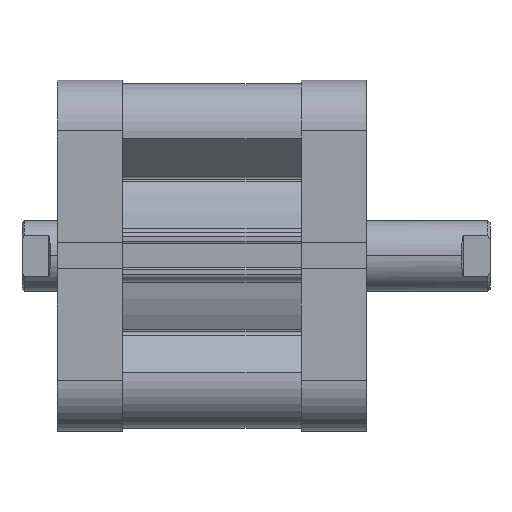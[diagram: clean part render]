
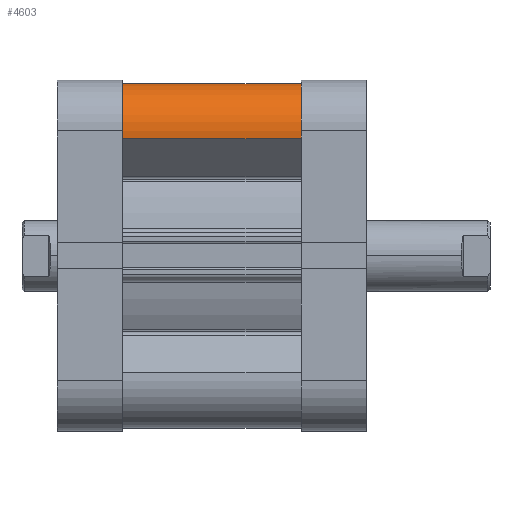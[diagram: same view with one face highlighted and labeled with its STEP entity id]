
A CAD part, top view. The second image highlights one B-rep face of the part: STEP entity #4603.
In plain terms, the highlighted cylindrical face has radius 10.75 mm (diameter 21.5 mm), a partial arc.
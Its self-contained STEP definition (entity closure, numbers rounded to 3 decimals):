
#184 = CIRCLE ( 'NONE', #693, 10.75 ) ;
#275 = CIRCLE ( 'NONE', #727, 10.75 ) ;
#693 = AXIS2_PLACEMENT_3D ( 'NONE', #4500, #4502, #4503 ) ;
#727 = AXIS2_PLACEMENT_3D ( 'NONE', #898, #905, #906 ) ;
#898 = CARTESIAN_POINT ( 'NONE',  ( 28.25, 28.25, 40.5 ) ) ;
#905 = DIRECTION ( 'NONE',  ( 0., 0., 1. ) ) ;
#906 = DIRECTION ( 'NONE',  ( -1., 0., 0. ) ) ;
#1535 = CARTESIAN_POINT ( 'NONE',  ( 38.853, 26.479, 0. ) ) ;
#1610 = CARTESIAN_POINT ( 'NONE',  ( 38.853, 26.479, 40.5 ) ) ;
#1777 = CARTESIAN_POINT ( 'NONE',  ( 26.479, 38.853, 40.5 ) ) ;
#1924 = CARTESIAN_POINT ( 'NONE',  ( 26.479, 38.853, 0. ) ) ;
#2133 = ORIENTED_EDGE ( 'NONE', *, *, #5157, .T. ) ;
#2156 = ORIENTED_EDGE ( 'NONE', *, *, #5218, .F. ) ;
#2216 = ORIENTED_EDGE ( 'NONE', *, *, #4876, .T. ) ;
#2217 = ORIENTED_EDGE ( 'NONE', *, *, #4874, .F. ) ;
#2588 = CYLINDRICAL_SURFACE ( 'NONE', #5467, 10.75 ) ;
#2593 = FACE_OUTER_BOUND ( 'NONE', #6082, .T. ) ;
#3088 = LINE ( 'NONE', #3865, #3100 ) ;
#3093 = VECTOR ( 'NONE', #3866, 1000. ) ;
#3096 = LINE ( 'NONE', #3857, #3093 ) ;
#3100 = VECTOR ( 'NONE', #3870, 1000. ) ;
#3857 = CARTESIAN_POINT ( 'NONE',  ( 26.479, 38.853, 40.5 ) ) ;
#3865 = CARTESIAN_POINT ( 'NONE',  ( 38.853, 26.479, 40.5 ) ) ;
#3866 = DIRECTION ( 'NONE',  ( 0., 0., -1. ) ) ;
#3870 = DIRECTION ( 'NONE',  ( 0., 0., -1. ) ) ;
#4500 = CARTESIAN_POINT ( 'NONE',  ( 28.25, 28.25, 0. ) ) ;
#4502 = DIRECTION ( 'NONE',  ( 0., 0., 1. ) ) ;
#4503 = DIRECTION ( 'NONE',  ( -1., 0., 0. ) ) ;
#4603 = ADVANCED_FACE ( 'NONE', ( #2593 ), #2588, .T. ) ;
#4874 = EDGE_CURVE ( 'NONE', #6361, #6520, #3096, .T. ) ;
#4876 = EDGE_CURVE ( 'NONE', #6183, #6105, #3088, .T. ) ;
#5157 = EDGE_CURVE ( 'NONE', #6105, #6520, #184, .T. ) ;
#5218 = EDGE_CURVE ( 'NONE', #6183, #6361, #275, .T. ) ;
#5467 = AXIS2_PLACEMENT_3D ( 'NONE', #6289, #6369, #6462 ) ;
#6082 = EDGE_LOOP ( 'NONE', ( #2133, #2217, #2156, #2216 ) ) ;
#6105 = VERTEX_POINT ( 'NONE', #1535 ) ;
#6183 = VERTEX_POINT ( 'NONE', #1610 ) ;
#6289 = CARTESIAN_POINT ( 'NONE',  ( 28.25, 28.25, 40.5 ) ) ;
#6361 = VERTEX_POINT ( 'NONE', #1777 ) ;
#6369 = DIRECTION ( 'NONE',  ( 0., 0., -1. ) ) ;
#6462 = DIRECTION ( 'NONE',  ( -1., 0., 0. ) ) ;
#6520 = VERTEX_POINT ( 'NONE', #1924 ) ;
